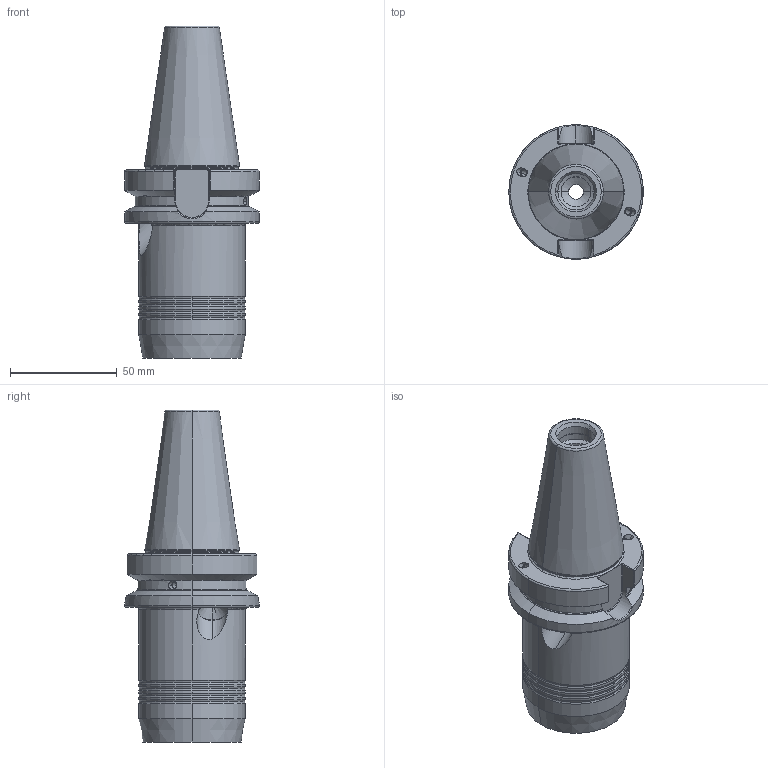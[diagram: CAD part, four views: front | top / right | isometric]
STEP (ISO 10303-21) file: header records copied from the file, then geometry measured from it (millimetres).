
FILE_DESCRIPTION (( 'STEP AP214' ), '1' );
FILE_NAME ('77DC.403.025 x90_step.STEP', '2022-05-05T05:27:15', ( '' ), ( '' ), 'SwSTEP 2.0', 'SolidWorks 2018', '' );
FILE_SCHEMA (( 'AUTOMOTIVE_DESIGN' ));
Length unit declared in the file: millimetre
Products named in the file (1): 77DC.403.025 x90_step
Bounding box: 62.95 x 62.95 x 155.4 mm (x, y, z)
Volume: 212648 mm3; surface area: 37135.6 mm2
Topology: 1 solids, 1 shells, 172 faces, 431 edges, 257 vertices
Faces by surface type: cylinder 62, cone 40, torus 39, plane 25, bspline 6
Entity records: 7472 total; most frequent: CARTESIAN_POINT 2971, DIRECTION 863, ORIENTED_EDGE 858, EDGE_CURVE 429, AXIS2_PLACEMENT_3D 368, VERTEX_POINT 257, CIRCLE 201, EDGE_LOOP 180
